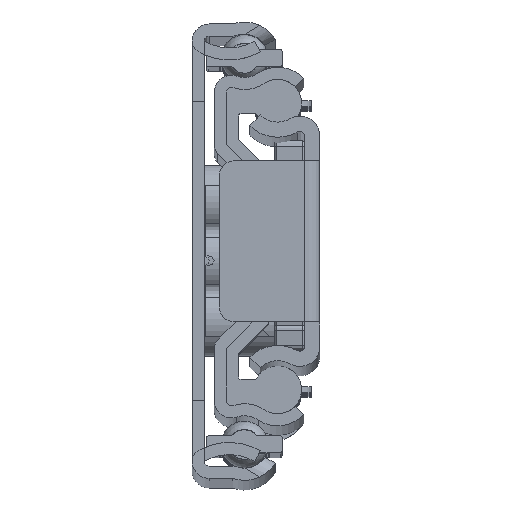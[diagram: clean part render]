
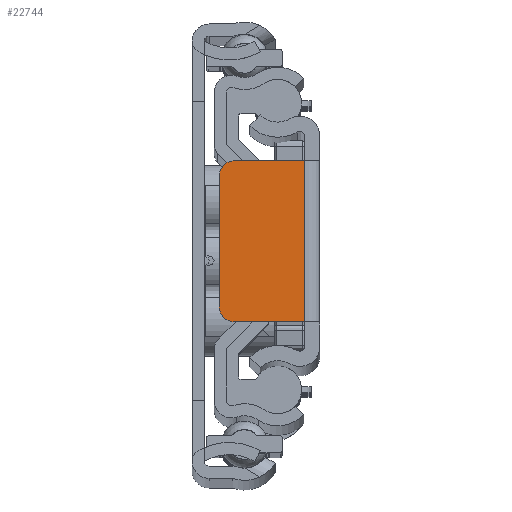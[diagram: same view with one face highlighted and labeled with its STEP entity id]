
A CAD part, top view. The second image highlights one B-rep face of the part: STEP entity #22744.
In plain terms, the highlighted planar face has unit normal (0, 0, 1).
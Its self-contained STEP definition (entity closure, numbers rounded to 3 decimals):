
#2260=FACE_OUTER_BOUND('',#3444,.T.);
#3444=EDGE_LOOP('',(#17495,#17496,#17497,#17498,#17499,#17500));
#4588=CIRCLE('',#24297,1.5);
#4591=CIRCLE('',#24302,1.5);
#6331=LINE('',#35119,#8288);
#6334=LINE('',#35126,#8291);
#6335=LINE('',#35130,#8292);
#6336=LINE('',#35131,#8293);
#8288=VECTOR('',#28309,10.);
#8291=VECTOR('',#28316,10.);
#8292=VECTOR('',#28319,10.);
#8293=VECTOR('',#28320,10.);
#10174=VERTEX_POINT('',#35109);
#10175=VERTEX_POINT('',#35110);
#10178=VERTEX_POINT('',#35118);
#10180=VERTEX_POINT('',#35125);
#10181=VERTEX_POINT('',#35127);
#10182=VERTEX_POINT('',#35129);
#12908=EDGE_CURVE('',#10174,#10175,#4588,.T.);
#12912=EDGE_CURVE('',#10175,#10178,#6331,.T.);
#12916=EDGE_CURVE('',#10174,#10180,#6334,.T.);
#12917=EDGE_CURVE('',#10181,#10180,#4591,.T.);
#12918=EDGE_CURVE('',#10182,#10181,#6335,.T.);
#12919=EDGE_CURVE('',#10178,#10182,#6336,.T.);
#17495=ORIENTED_EDGE('',*,*,#12908,.F.);
#17496=ORIENTED_EDGE('',*,*,#12916,.T.);
#17497=ORIENTED_EDGE('',*,*,#12917,.F.);
#17498=ORIENTED_EDGE('',*,*,#12918,.F.);
#17499=ORIENTED_EDGE('',*,*,#12919,.F.);
#17500=ORIENTED_EDGE('',*,*,#12912,.F.);
#22064=PLANE('',#24301);
#22744=ADVANCED_FACE('',(#2260),#22064,.T.);
#24297=AXIS2_PLACEMENT_3D('',#35111,#28301,#28302);
#24301=AXIS2_PLACEMENT_3D('',#35124,#28314,#28315);
#24302=AXIS2_PLACEMENT_3D('',#35128,#28317,#28318);
#28301=DIRECTION('center_axis',(0.,0.,
-1.));
#28302=DIRECTION('ref_axis',(-0.707,0.707,0.));
#28309=DIRECTION('',(1.,0.,0.));
#28314=DIRECTION('center_axis',(0.,0.,
1.));
#28315=DIRECTION('ref_axis',(1.,0.,0.));
#28316=DIRECTION('',(0.,-1.,0.));
#28317=DIRECTION('center_axis',(0.,0.,
-1.));
#28318=DIRECTION('ref_axis',(-0.707,-0.707,0.));
#28319=DIRECTION('',(-1.,0.,0.));
#28320=DIRECTION('',(0.,-1.,0.));
#35109=CARTESIAN_POINT('',(-2.5,6.5,809.));
#35110=CARTESIAN_POINT('',(-1.,8.,809.));
#35111=CARTESIAN_POINT('Origin',(-1.,6.5,809.));
#35118=CARTESIAN_POINT('',(6.,8.,809.));
#35119=CARTESIAN_POINT('',(6.,8.,809.));
#35124=CARTESIAN_POINT('Origin',(-2.5,0.,
809.));
#35125=CARTESIAN_POINT('',(-2.5,-6.5,809.));
#35126=CARTESIAN_POINT('',(-2.5,0.,809.));
#35127=CARTESIAN_POINT('',(-1.,-8.,809.));
#35128=CARTESIAN_POINT('Origin',(-1.,-6.5,809.));
#35129=CARTESIAN_POINT('',(6.,-8.,809.));
#35130=CARTESIAN_POINT('',(6.,-8.,809.));
#35131=CARTESIAN_POINT('',(6.,0.,809.));
